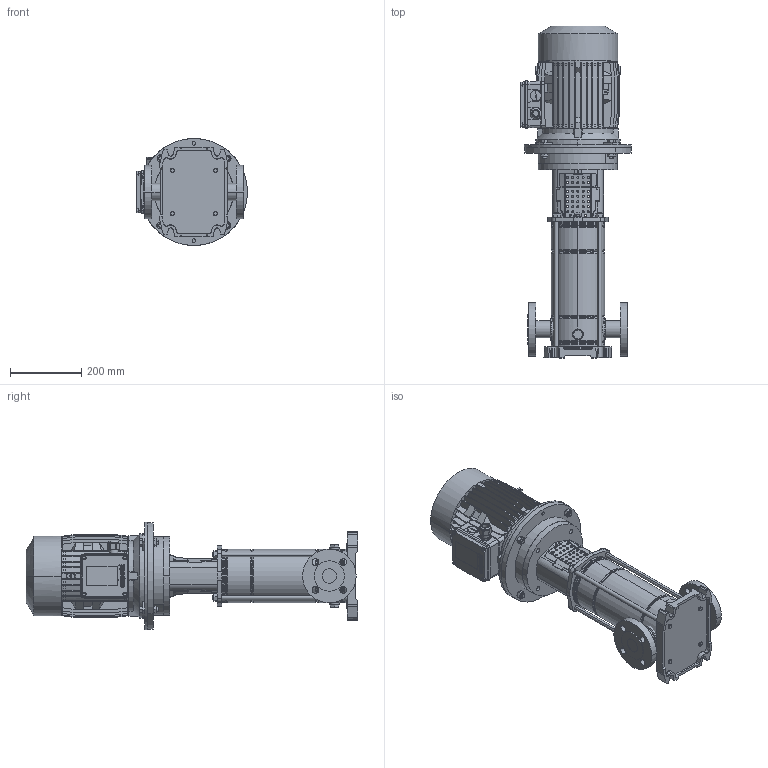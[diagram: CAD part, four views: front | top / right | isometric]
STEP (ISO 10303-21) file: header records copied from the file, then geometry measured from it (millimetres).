
FILE_DESCRIPTION (( 'STEP AP214' ), '1' );
FILE_NAME ('10008428swa00.step', '2021-07-22T14:06:39', ( '' ), ( '' ), 'SwSTEP 2.0', 'SolidWorks 2020', '' );
FILE_SCHEMA (( 'AUTOMOTIVE_DESIGN' ));
Length unit declared in the file: millimetre
Products named in the file (14): 10007655swp00; 10008428swa00; 10007671swn00_M25x1,5; 10007568swp00_M112 B5-De300; 10000016swn00_M12x45 8.8; 10007650swp00_MXV 40-907; 4_92_267_REV00; 10007643swp00; 10007576swa00_M112 VERT.; 10007431swp00_Flangia mot. 132; 10000005swn00_M12 õ; 10007434swp00_112 VER; 10007653swp00_M12X398; 10007670swn00_M25x1.5
Assembly tree (27 placements, depth 3):
  10008428swa00
    10007643swp00
    10007650swp00_MXV 40-907
    10007655swp00
    10007431swp00_Flangia mot. 132
    10007653swp00_M12X398  x4
    10000005swn00_M12 õ  x8
    4_92_267_REV00  x2
    10007576swa00_M112 VERT.
      10007568swp00_M112 B5-De300
      10007434swp00_112 VER
      10007670swn00_M25x1.5
      10007671swn00_M25x1,5
    10000016swn00_M12x45 8.8  x4
Bounding box: 310.7 x 929.5 x 300 mm (x, y, z)
Volume: 24154896.7 mm3; surface area: 1784825.4 mm2
Topology: 27 solids, 27 shells, 2664 faces, 6857 edges, 4372 vertices
Faces by surface type: plane 1292, cylinder 685, cone 391, bspline 168, torus 128
Entity records: 76584 total; most frequent: CARTESIAN_POINT 21982, ORIENTED_EDGE 11446, DIRECTION 10501, EDGE_CURVE 5723, VERTEX_POINT 3683, AXIS2_PLACEMENT_3D 3567, LINE 3367, VECTOR 3367
